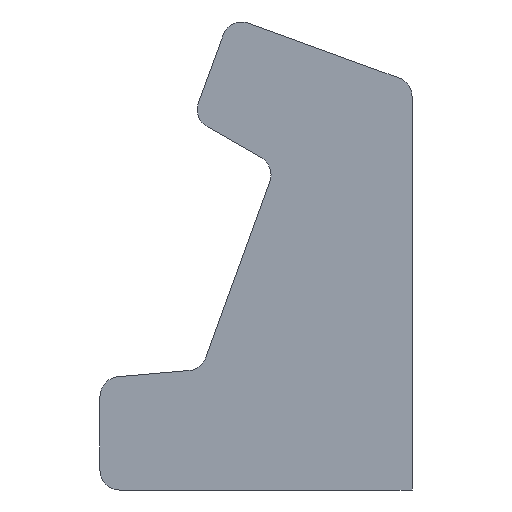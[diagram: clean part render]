
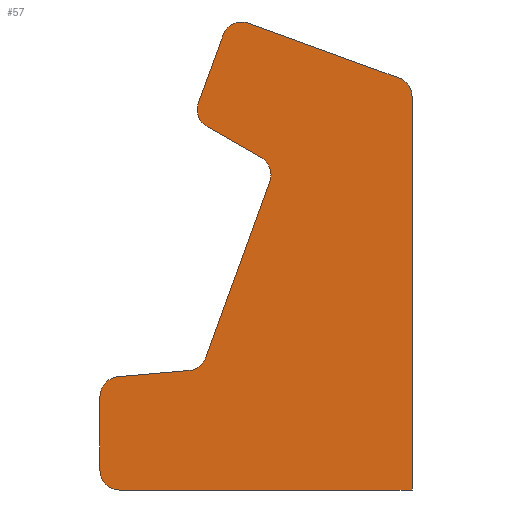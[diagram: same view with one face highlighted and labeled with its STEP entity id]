
A CAD part, front view. The second image highlights one B-rep face of the part: STEP entity #57.
In plain terms, the highlighted planar face has unit normal (0, -1, 0).
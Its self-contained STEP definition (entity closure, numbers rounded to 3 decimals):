
#21 = EDGE_CURVE('',#22,#24,#26,.T.);
#22 = VERTEX_POINT('',#23);
#23 = CARTESIAN_POINT('',(-39.633,0.,-0.069));
#24 = VERTEX_POINT('',#25);
#25 = CARTESIAN_POINT('',(-39.633,0.,
    112.441));
#26 = LINE('',#27,#28);
#27 = CARTESIAN_POINT('',(-39.633,0.,-30.069));
#28 = VECTOR('',#29,1.);
#29 = DIRECTION('',(0.,0.,1.));
#57 = ADVANCED_FACE('',(#58),#178,.F.);
#58 = FACE_BOUND('',#59,.F.);
#59 = EDGE_LOOP('',(#60,#61,#70,#78,#87,#95,#104,#112,#121,#129,#138,
    #146,#155,#163,#171));
#60 = ORIENTED_EDGE('',*,*,#21,.T.);
#61 = ORIENTED_EDGE('',*,*,#62,.T.);
#62 = EDGE_CURVE('',#24,#63,#65,.T.);
#63 = VERTEX_POINT('',#64);
#64 = CARTESIAN_POINT('',(-12.248,0.,
    142.327));
#65 = CIRCLE('',#66,30.);
#66 = AXIS2_PLACEMENT_3D('',#67,#68,#69);
#67 = CARTESIAN_POINT('',(-9.633,0.,112.441));
#68 = DIRECTION('',(0.,1.,0.));
#69 = DIRECTION('',(0.,0.,1.));
#70 = ORIENTED_EDGE('',*,*,#71,.T.);
#71 = EDGE_CURVE('',#63,#72,#74,.T.);
#72 = VERTEX_POINT('',#73);
#73 = CARTESIAN_POINT('',(95.837,0.,
    151.783));
#74 = LINE('',#75,#76);
#75 = CARTESIAN_POINT('',(-39.633,0.,139.931));
#76 = VECTOR('',#77,1.);
#77 = DIRECTION('',(0.996,0.,0.087));
#78 = ORIENTED_EDGE('',*,*,#79,.T.);
#79 = EDGE_CURVE('',#72,#80,#82,.T.);
#80 = VERTEX_POINT('',#81);
#81 = CARTESIAN_POINT('',(121.413,0.,
    171.408));
#82 = CIRCLE('',#83,30.);
#83 = AXIS2_PLACEMENT_3D('',#84,#85,#86);
#84 = CARTESIAN_POINT('',(93.222,0.,181.669));
#85 = DIRECTION('',(0.,-1.,0.));
#86 = DIRECTION('',(0.,0.,1.));
#87 = ORIENTED_EDGE('',*,*,#88,.T.);
#88 = EDGE_CURVE('',#80,#89,#91,.T.);
#89 = VERTEX_POINT('',#90);
#90 = CARTESIAN_POINT('',(218.975,0.,
    439.457));
#91 = LINE('',#92,#93);
#92 = CARTESIAN_POINT('',(114.876,0.,153.449));
#93 = VECTOR('',#94,1.);
#94 = DIRECTION('',(0.342,0.,0.94));
#95 = ORIENTED_EDGE('',*,*,#96,.T.);
#96 = EDGE_CURVE('',#89,#97,#99,.T.);
#97 = VERTEX_POINT('',#98);
#98 = CARTESIAN_POINT('',(205.784,0.,
    475.698));
#99 = CIRCLE('',#100,30.);
#100 = AXIS2_PLACEMENT_3D('',#101,#102,#103);
#101 = CARTESIAN_POINT('',(190.784,0.,449.718));
#102 = DIRECTION('',(0.,-1.,0.));
#103 = DIRECTION('',(0.,0.,1.));
#104 = ORIENTED_EDGE('',*,*,#105,.T.);
#105 = EDGE_CURVE('',#97,#106,#108,.T.);
#106 = VERTEX_POINT('',#107);
#107 = CARTESIAN_POINT('',(123.524,0.,
    523.191));
#108 = LINE('',#109,#110);
#109 = CARTESIAN_POINT('',(227.584,0.,463.112));
#110 = VECTOR('',#111,1.);
#111 = DIRECTION('',(-0.866,0.,0.5));
#112 = ORIENTED_EDGE('',*,*,#113,.T.);
#113 = EDGE_CURVE('',#106,#114,#116,.T.);
#114 = VERTEX_POINT('',#115);
#115 = CARTESIAN_POINT('',(110.334,0.,
    559.432));
#116 = CIRCLE('',#117,30.);
#117 = AXIS2_PLACEMENT_3D('',#118,#119,#120);
#118 = CARTESIAN_POINT('',(138.524,0.,549.172));
#119 = DIRECTION('',(0.,1.,0.));
#120 = DIRECTION('',(0.,0.,1.));
#121 = ORIENTED_EDGE('',*,*,#122,.T.);
#122 = EDGE_CURVE('',#114,#123,#125,.T.);
#123 = VERTEX_POINT('',#124);
#124 = CARTESIAN_POINT('',(147.897,0.,
    662.636));
#125 = LINE('',#126,#127);
#126 = CARTESIAN_POINT('',(101.724,0.,535.778));
#127 = VECTOR('',#128,1.);
#128 = DIRECTION('',(0.342,0.,0.94));
#129 = ORIENTED_EDGE('',*,*,#130,.T.);
#130 = EDGE_CURVE('',#123,#131,#133,.T.);
#131 = VERTEX_POINT('',#132);
#132 = CARTESIAN_POINT('',(186.348,0.,
    680.566));
#133 = CIRCLE('',#134,30.);
#134 = AXIS2_PLACEMENT_3D('',#135,#136,#137);
#135 = CARTESIAN_POINT('',(176.088,0.,652.375));
#136 = DIRECTION('',(0.,1.,0.));
#137 = DIRECTION('',(0.,0.,1.));
#138 = ORIENTED_EDGE('',*,*,#139,.T.);
#139 = EDGE_CURVE('',#131,#140,#142,.T.);
#140 = VERTEX_POINT('',#141);
#141 = CARTESIAN_POINT('',(415.627,0.,
    597.115));
#142 = LINE('',#143,#144);
#143 = CARTESIAN_POINT('',(158.157,0.,690.827));
#144 = VECTOR('',#145,1.);
#145 = DIRECTION('',(0.94,0.,-0.342));
#146 = ORIENTED_EDGE('',*,*,#147,.T.);
#147 = EDGE_CURVE('',#140,#148,#150,.T.);
#148 = VERTEX_POINT('',#149);
#149 = CARTESIAN_POINT('',(435.367,0.,
    568.925));
#150 = CIRCLE('',#151,30.);
#151 = AXIS2_PLACEMENT_3D('',#152,#153,#154);
#152 = CARTESIAN_POINT('',(405.367,0.,568.925));
#153 = DIRECTION('',(0.,1.,0.));
#154 = DIRECTION('',(0.,0.,1.));
#155 = ORIENTED_EDGE('',*,*,#156,.T.);
#156 = EDGE_CURVE('',#148,#157,#159,.T.);
#157 = VERTEX_POINT('',#158);
#158 = CARTESIAN_POINT('',(435.367,0.,
    -30.069));
#159 = LINE('',#160,#161);
#160 = CARTESIAN_POINT('',(435.367,0.,589.931));
#161 = VECTOR('',#162,1.);
#162 = DIRECTION('',(0.,0.,-1.));
#163 = ORIENTED_EDGE('',*,*,#164,.T.);
#164 = EDGE_CURVE('',#157,#165,#167,.T.);
#165 = VERTEX_POINT('',#166);
#166 = CARTESIAN_POINT('',(-9.633,0.,
    -30.069));
#167 = LINE('',#168,#169);
#168 = CARTESIAN_POINT('',(435.367,0.,-30.069));
#169 = VECTOR('',#170,1.);
#170 = DIRECTION('',(-1.,0.,0.));
#171 = ORIENTED_EDGE('',*,*,#172,.F.);
#172 = EDGE_CURVE('',#22,#165,#173,.T.);
#173 = CIRCLE('',#174,30.);
#174 = AXIS2_PLACEMENT_3D('',#175,#176,#177);
#175 = CARTESIAN_POINT('',(-9.633,0.,-0.069)
  );
#176 = DIRECTION('',(0.,-1.,0.));
#177 = DIRECTION('',(0.,0.,1.));
#178 = PLANE('',#179);
#179 = AXIS2_PLACEMENT_3D('',#180,#181,#182);
#180 = CARTESIAN_POINT('',(234.548,0.,278.409));
#181 = DIRECTION('',(0.,1.,0.));
#182 = DIRECTION('',(0.,0.,1.));
